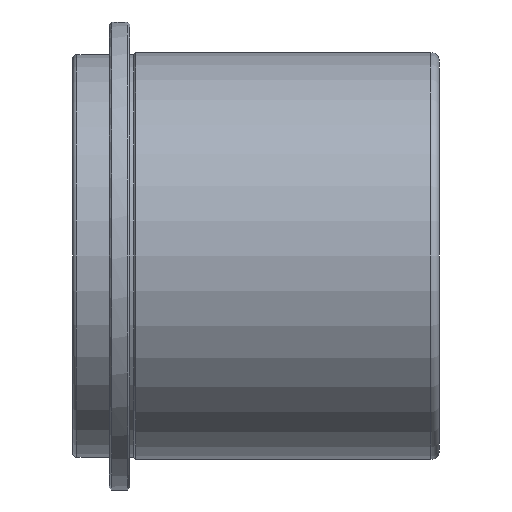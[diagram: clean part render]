
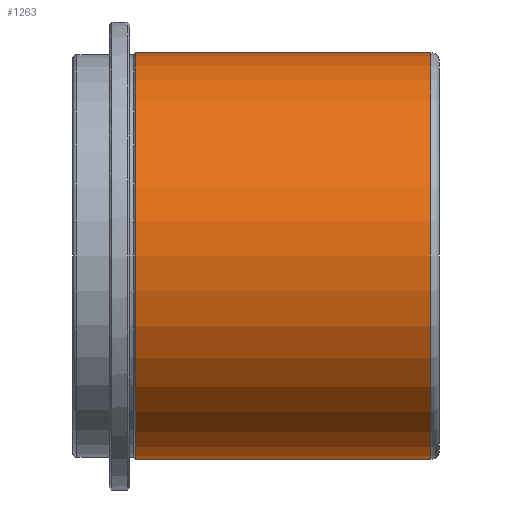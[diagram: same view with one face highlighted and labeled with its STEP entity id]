
A CAD part, left-side view. The second image highlights one B-rep face of the part: STEP entity #1263.
In plain terms, the highlighted cylindrical face has radius 50 mm (diameter 100 mm), a partial arc.
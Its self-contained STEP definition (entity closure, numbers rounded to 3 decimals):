
#598 = CARTESIAN_POINT ( 'NONE',  ( 0., 60.252, 0. ) ) ;
#614 = EDGE_CURVE ( 'NONE', #5078, #3841, #3968, .T. ) ;
#819 = CARTESIAN_POINT ( 'NONE',  ( 0., -12.248, 0. ) ) ;
#958 = CARTESIAN_POINT ( 'NONE',  ( 0., 60.252, -50. ) ) ;
#1249 = ORIENTED_EDGE ( 'NONE', *, *, #2884, .T. ) ;
#1263 = ADVANCED_FACE ( 'NONE', ( #4875 ), #6715, .T. ) ;
#1296 = CARTESIAN_POINT ( 'NONE',  ( 0., -12.248, 50. ) ) ;
#1597 = DIRECTION ( 'NONE',  ( 0., 0., 1. ) ) ;
#1640 = CARTESIAN_POINT ( 'NONE',  ( 0., 60.252, 50. ) ) ;
#1719 = DIRECTION ( 'NONE',  ( 0., 1., 0. ) ) ;
#1828 = VERTEX_POINT ( 'NONE', #1640 ) ;
#1983 = CARTESIAN_POINT ( 'NONE',  ( 0., 0., -50. ) ) ;
#2490 = ORIENTED_EDGE ( 'NONE', *, *, #5304, .F. ) ;
#2512 = EDGE_LOOP ( 'NONE', ( #5632, #1249, #5663, #2490 ) ) ;
#2604 = DIRECTION ( 'NONE',  ( 0., 1., 0. ) ) ;
#2746 = DIRECTION ( 'NONE',  ( 0., 1., 0. ) ) ;
#2777 = CIRCLE ( 'NONE', #2867, 50. ) ;
#2867 = AXIS2_PLACEMENT_3D ( 'NONE', #598, #4249, #1597 ) ;
#2884 = EDGE_CURVE ( 'NONE', #5078, #2894, #5446, .T. ) ;
#2894 = VERTEX_POINT ( 'NONE', #1296 ) ;
#3841 = VERTEX_POINT ( 'NONE', #958 ) ;
#3968 = LINE ( 'NONE', #1983, #4144 ) ;
#4126 = VECTOR ( 'NONE', #2746, 1000. ) ;
#4144 = VECTOR ( 'NONE', #1719, 1000. ) ;
#4249 = DIRECTION ( 'NONE',  ( 0., 1., 0. ) ) ;
#4342 = CARTESIAN_POINT ( 'NONE',  ( 0., 0., 50. ) ) ;
#4512 = AXIS2_PLACEMENT_3D ( 'NONE', #6345, #2604, #4657 ) ;
#4657 = DIRECTION ( 'NONE',  ( 0., 0., 1. ) ) ;
#4875 = FACE_OUTER_BOUND ( 'NONE', #2512, .T. ) ;
#5078 = VERTEX_POINT ( 'NONE', #6165 ) ;
#5304 = EDGE_CURVE ( 'NONE', #3841, #1828, #2777, .T. ) ;
#5446 = CIRCLE ( 'NONE', #6835, 50. ) ;
#5632 = ORIENTED_EDGE ( 'NONE', *, *, #614, .F. ) ;
#5663 = ORIENTED_EDGE ( 'NONE', *, *, #6728, .T. ) ;
#6071 = DIRECTION ( 'NONE',  ( 0., 1., 0. ) ) ;
#6165 = CARTESIAN_POINT ( 'NONE',  ( 0., -12.248, -50. ) ) ;
#6345 = CARTESIAN_POINT ( 'NONE',  ( 0., 0., 0. ) ) ;
#6442 = LINE ( 'NONE', #4342, #4126 ) ;
#6617 = DIRECTION ( 'NONE',  ( 0., 0., 1. ) ) ;
#6715 = CYLINDRICAL_SURFACE ( 'NONE', #4512, 50. ) ;
#6728 = EDGE_CURVE ( 'NONE', #2894, #1828, #6442, .T. ) ;
#6835 = AXIS2_PLACEMENT_3D ( 'NONE', #819, #6071, #6617 ) ;
